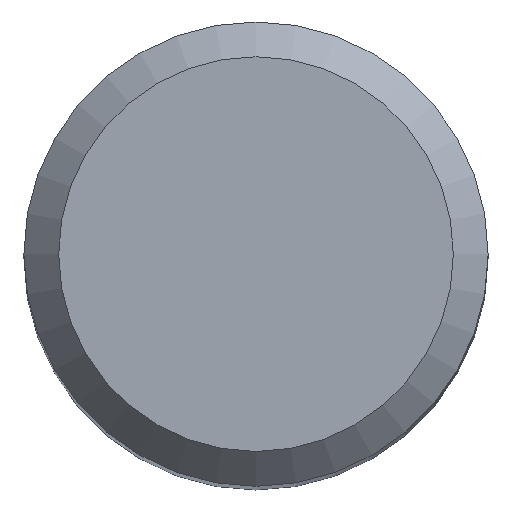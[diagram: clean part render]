
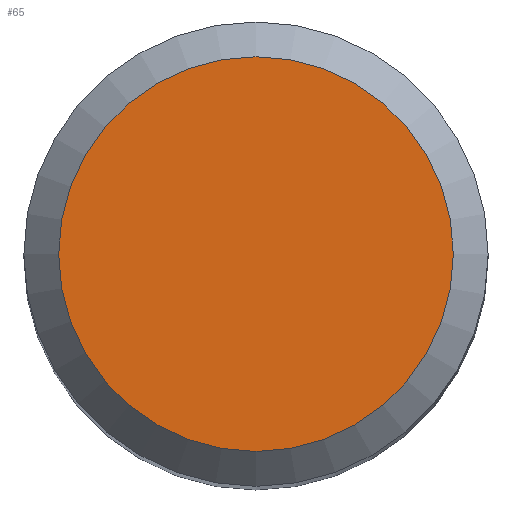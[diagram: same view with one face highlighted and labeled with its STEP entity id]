
A CAD part, top view. The second image highlights one B-rep face of the part: STEP entity #65.
In plain terms, the highlighted planar face has unit normal (0, 0, 1).
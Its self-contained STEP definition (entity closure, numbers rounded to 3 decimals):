
#51=PLANE('',#176);
#56=FACE_OUTER_BOUND('',#90,.T.);
#65=ADVANCED_FACE('',(#56),#51,.F.);
#90=EDGE_LOOP('',(#106));
#106=ORIENTED_EDGE('',*,*,#127,.T.);
#119=VERTEX_POINT('',#248);
#127=EDGE_CURVE('',#119,#119,#135,.T.);
#135=CIRCLE('',#175,3.4);
#175=AXIS2_PLACEMENT_3D('',#247,#209,#210);
#176=AXIS2_PLACEMENT_3D('',#249,#211,#212);
#209=DIRECTION('',(0.,0.,1.));
#210=DIRECTION('',(1.,0.,0.));
#211=DIRECTION('',(0.,0.,-1.));
#212=DIRECTION('',(1.,0.,0.));
#247=CARTESIAN_POINT('',(0.,0.,36.));
#248=CARTESIAN_POINT('',(3.4,0.,36.));
#249=CARTESIAN_POINT('',(0.,3.4,36.));
